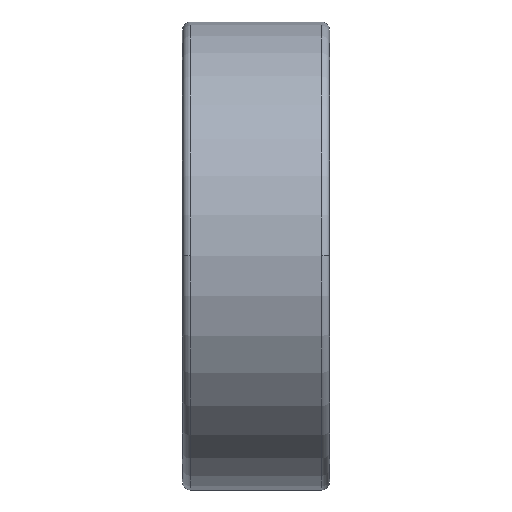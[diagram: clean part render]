
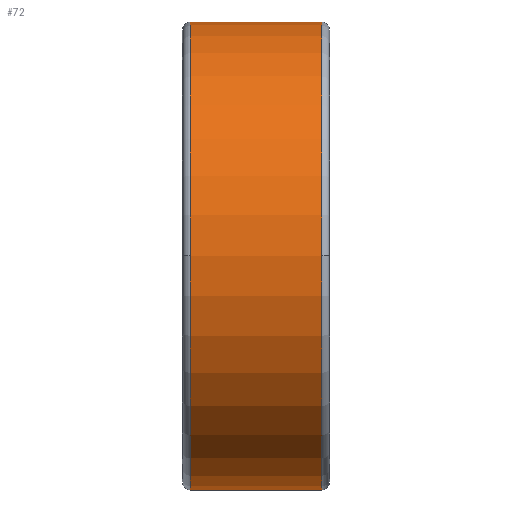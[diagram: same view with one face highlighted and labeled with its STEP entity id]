
A CAD part, top view. The second image highlights one B-rep face of the part: STEP entity #72.
In plain terms, the highlighted cylindrical face has radius 17.5 mm (diameter 35 mm), a partial arc.
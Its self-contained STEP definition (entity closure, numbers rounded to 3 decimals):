
#72=ADVANCED_FACE('',(#195),#196,.T.);
#195=FACE_OUTER_BOUND('',#479,.T.);
#196=CYLINDRICAL_SURFACE('',#480,17.5);
#479=EDGE_LOOP('',(#777,#778,#779,#780,#781,#782));
#480=AXIS2_PLACEMENT_3D('',#783,#784,#785);
#777=ORIENTED_EDGE('',*,*,#1659,.F.);
#778=ORIENTED_EDGE('',*,*,#1660,.T.);
#779=ORIENTED_EDGE('',*,*,#1661,.T.);
#780=ORIENTED_EDGE('',*,*,#1662,.F.);
#781=ORIENTED_EDGE('',*,*,#1663,.F.);
#782=ORIENTED_EDGE('',*,*,#1655,.F.);
#783=CARTESIAN_POINT('',(5.5,0.0,0.0));
#784=DIRECTION('',(1.0,0.0,0.0));
#785=DIRECTION('',(0.0,1.0,0.0));
#1655=EDGE_CURVE('',#1926,#1928,#1929,.T.);
#1659=EDGE_CURVE('',#1935,#1926,#1936,.T.);
#1660=EDGE_CURVE('',#1935,#1937,#1938,.T.);
#1661=EDGE_CURVE('',#1937,#1939,#1940,.T.);
#1662=EDGE_CURVE('',#1941,#1939,#1942,.T.);
#1663=EDGE_CURVE('',#1928,#1941,#1943,.T.);
#1926=VERTEX_POINT('',#2378);
#1928=VERTEX_POINT('',#2380);
#1929=CIRCLE('',#2381,17.5);
#1935=VERTEX_POINT('',#2387);
#1936=LINE('',#2388,#2389);
#1937=VERTEX_POINT('',#2390);
#1938=CIRCLE('',#2391,17.5);
#1939=VERTEX_POINT('',#2392);
#1940=CIRCLE('',#2393,17.5);
#1941=VERTEX_POINT('',#2394);
#1942=LINE('',#2395,#2396);
#1943=CIRCLE('',#2397,17.5);
#2378=CARTESIAN_POINT('',(10.4,17.5,0.0));
#2380=CARTESIAN_POINT('',(10.4,0.,17.5));
#2381=AXIS2_PLACEMENT_3D('',#4209,#4210,#4211);
#2387=CARTESIAN_POINT('',(0.6,17.5,0.0));
#2388=CARTESIAN_POINT('',(5.5,17.5,0.));
#2389=VECTOR('',#4221,1.0);
#2390=CARTESIAN_POINT('',(0.6,0.,17.5));
#2391=AXIS2_PLACEMENT_3D('',#4222,#4223,#4224);
#2392=CARTESIAN_POINT('',(0.6,-17.5,0.));
#2393=AXIS2_PLACEMENT_3D('',#4225,#4226,#4227);
#2394=CARTESIAN_POINT('',(10.4,-17.5,0.));
#2395=CARTESIAN_POINT('',(5.5,-17.5,0.));
#2396=VECTOR('',#4228,1.0);
#2397=AXIS2_PLACEMENT_3D('',#4229,#4230,#4231);
#4209=CARTESIAN_POINT('',(10.4,0.0,0.0));
#4210=DIRECTION('',(1.0,0.0,0.0));
#4211=DIRECTION('',(0.0,1.0,0.0));
#4221=DIRECTION('',(1.0,0.0,0.0));
#4222=CARTESIAN_POINT('',(0.6,0.0,0.0));
#4223=DIRECTION('',(1.0,0.0,0.0));
#4224=DIRECTION('',(0.0,1.0,0.0));
#4225=CARTESIAN_POINT('',(0.6,0.0,0.0));
#4226=DIRECTION('',(1.0,0.0,0.0));
#4227=DIRECTION('',(0.0,1.0,0.0));
#4228=DIRECTION('',(-1.0,-0.0,-0.0));
#4229=CARTESIAN_POINT('',(10.4,0.0,0.0));
#4230=DIRECTION('',(1.0,0.0,0.0));
#4231=DIRECTION('',(0.0,1.0,0.0));
